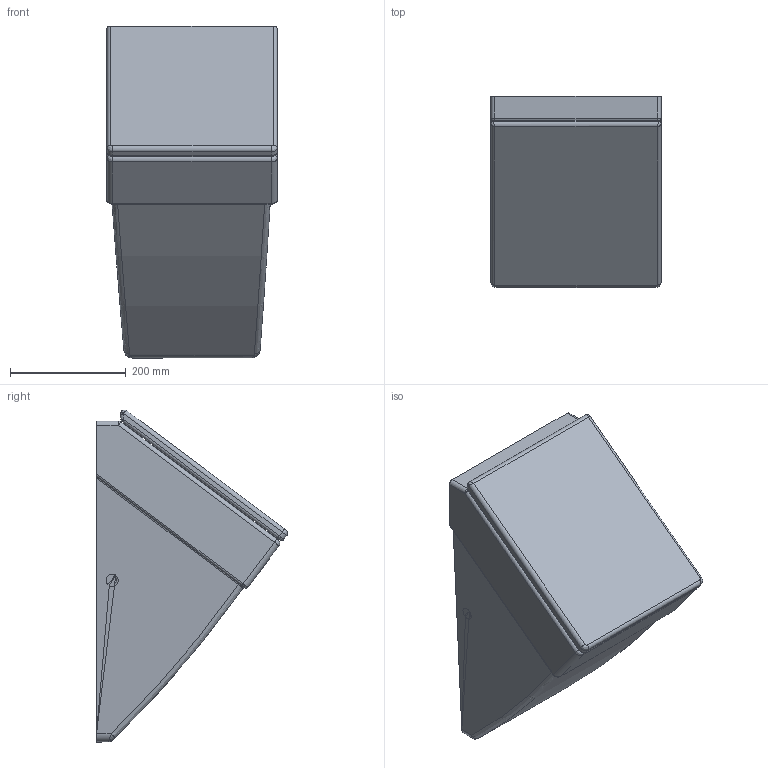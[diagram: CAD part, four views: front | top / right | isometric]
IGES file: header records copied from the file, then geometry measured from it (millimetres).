
Global section: file name: No Iges File Name specified; native system: AutoDesk Inventor R11.0; preprocessor: AutoDesk Inventor Iges Exporter R11.0; author: No Author specified; organization: No Organization specified; date: 20081231.093336; units: millimetre
Bounding box: 295 x 330.39 x 574.4 mm (x, y, z)
Volume: 17663001.4 mm3; surface area: 1014933.4 mm2
Topology: 2 solids, 2 shells, 286 faces, 679 edges, 410 vertices
Faces by surface type: plane 80, bspline 65, cylinder 62, revolution 57, torus 20, sphere 2
